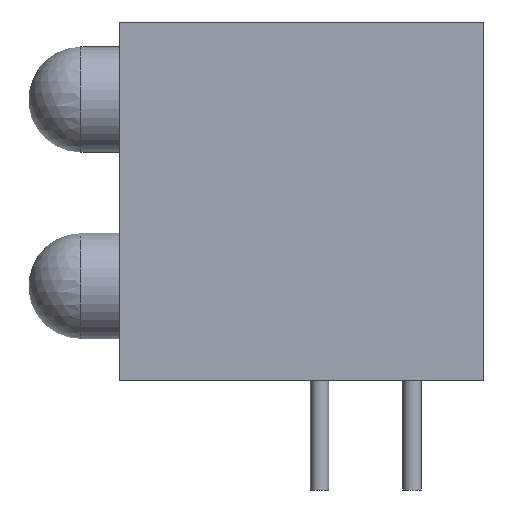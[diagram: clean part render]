
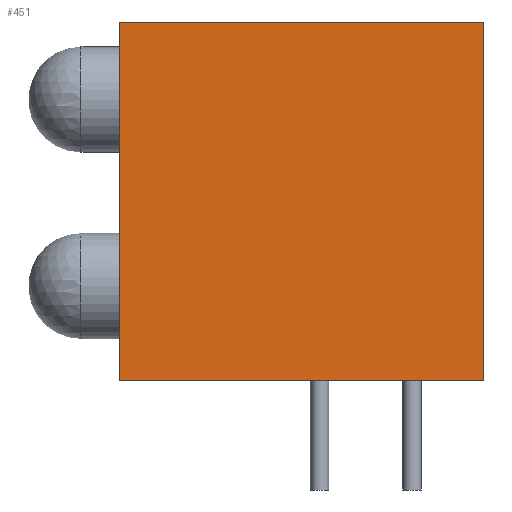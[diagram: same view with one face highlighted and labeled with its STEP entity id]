
A CAD part, front view. The second image highlights one B-rep face of the part: STEP entity #451.
In plain terms, the highlighted planar face has unit normal (0, -1, 0).
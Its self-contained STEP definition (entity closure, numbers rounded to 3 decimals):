
#376=VERTEX_POINT('',#377);
#377=CARTESIAN_POINT('',(0.0,0.0,9.85));
#394=VERTEX_POINT('',#395);
#395=CARTESIAN_POINT('',(0.0,0.0,0.0));
#401=EDGE_CURVE('',#394,#376,#402,.T.);
#402=LINE('',#403,#404);
#403=CARTESIAN_POINT('',(0.0,0.0,0.0));
#404=VECTOR('',#405,1.0);
#405=DIRECTION('',(0.0,0.0,1.0));
#415=EDGE_CURVE('',#416,#418,#420,.F.);
#416=VERTEX_POINT('',#417);
#417=CARTESIAN_POINT('',(10.0,0.0,9.85));
#418=VERTEX_POINT('',#419);
#419=CARTESIAN_POINT('',(10.0,0.0,0.0));
#420=LINE('',#421,#422);
#421=CARTESIAN_POINT('',(10.0,0.0,0.0));
#422=VECTOR('',#423,1.0);
#423=DIRECTION('',(0.0,0.0,1.0));
#451=ADVANCED_FACE('',(#452),#468,.F.);
#452=FACE_BOUND('',#453,.T.);
#453=EDGE_LOOP('',(#454,#455,#461,#462));
#454=ORIENTED_EDGE('',*,*,#415,.F.);
#455=ORIENTED_EDGE('',*,*,#456,.T.);
#456=EDGE_CURVE('',#416,#376,#457,.F.);
#457=LINE('',#458,#459);
#458=CARTESIAN_POINT('',(0.0,0.0,9.85));
#459=VECTOR('',#460,1.0);
#460=DIRECTION('',(1.0,0.0,0.0));
#461=ORIENTED_EDGE('',*,*,#401,.F.);
#462=ORIENTED_EDGE('',*,*,#463,.T.);
#463=EDGE_CURVE('',#394,#418,#464,.T.);
#464=LINE('',#465,#466);
#465=CARTESIAN_POINT('',(0.0,0.0,0.0));
#466=VECTOR('',#467,1.0);
#467=DIRECTION('',(1.0,0.0,0.0));
#468=PLANE('',#469);
#469=AXIS2_PLACEMENT_3D('',#470,#471,#472);
#470=CARTESIAN_POINT('',(0.0,0.0,0.0));
#471=DIRECTION('',(0.0,1.0,0.0));
#472=DIRECTION('',(0.0,0.0,1.0));
